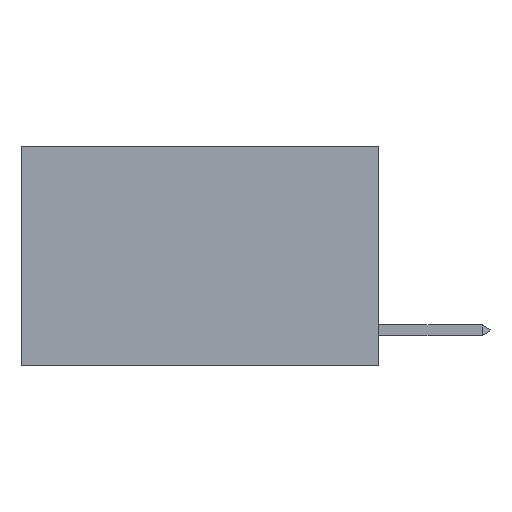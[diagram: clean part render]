
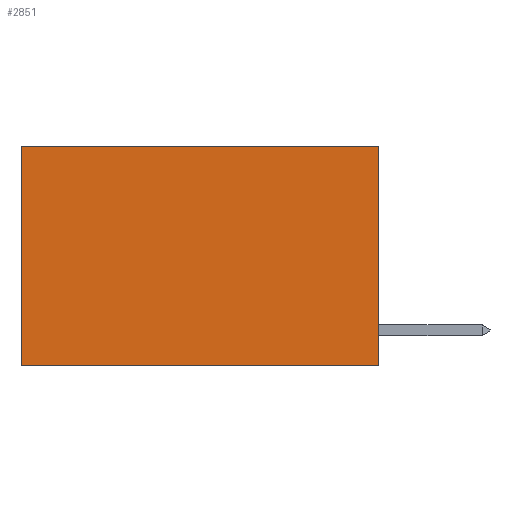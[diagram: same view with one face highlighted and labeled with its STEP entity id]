
A CAD part, left-side view. The second image highlights one B-rep face of the part: STEP entity #2851.
In plain terms, the highlighted planar face has unit normal (-1, 0, 0).
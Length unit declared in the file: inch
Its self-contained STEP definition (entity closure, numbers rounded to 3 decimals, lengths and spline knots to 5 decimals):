
#62 = DIRECTION ( 'NONE',  ( 1., 0., 0. ) ) ;
#65 = EDGE_CURVE ( 'NONE', #860, #4074, #11346, .T. ) ;
#177 = ORIENTED_EDGE ( 'NONE', *, *, #9002, .T. ) ;
#200 = EDGE_CURVE ( 'NONE', #860, #8181, #3377, .T. ) ;
#611 = VECTOR ( 'NONE', #7502, 39.37008 ) ;
#860 = VERTEX_POINT ( 'NONE', #3111 ) ;
#869 = DIRECTION ( 'NONE',  ( 0., 1., 0. ) ) ;
#1616 = ORIENTED_EDGE ( 'NONE', *, *, #6731, .F. ) ;
#2827 = DIRECTION ( 'NONE',  ( 0., 1., 0. ) ) ;
#2851 = ADVANCED_FACE ( 'NONE', ( #11068 ), #10956, .F. ) ;
#3079 = CARTESIAN_POINT ( 'NONE',  ( 0.2625, 0., 0. ) ) ;
#3111 = CARTESIAN_POINT ( 'NONE',  ( 0.2625, 0., 0. ) ) ;
#3190 = VERTEX_POINT ( 'NONE', #5485 ) ;
#3366 = VECTOR ( 'NONE', #2827, 39.37008 ) ;
#3377 = LINE ( 'NONE', #9119, #6578 ) ;
#3401 = ORIENTED_EDGE ( 'NONE', *, *, #65, .F. ) ;
#4074 = VERTEX_POINT ( 'NONE', #11085 ) ;
#4766 = DIRECTION ( 'NONE',  ( 0., 0., -1. ) ) ;
#5102 = DIRECTION ( 'NONE',  ( 0., 0., -1. ) ) ;
#5485 = CARTESIAN_POINT ( 'NONE',  ( 0.2625, 0.6, -0.37 ) ) ;
#5587 = CARTESIAN_POINT ( 'NONE',  ( 0.2625, 0., -0.37 ) ) ;
#5630 = VECTOR ( 'NONE', #5102, 39.37008 ) ;
#5873 = EDGE_LOOP ( 'NONE', ( #177, #1616, #3401, #11218 ) ) ;
#6578 = VECTOR ( 'NONE', #869, 39.37008 ) ;
#6731 = EDGE_CURVE ( 'NONE', #4074, #3190, #11032, .T. ) ;
#7502 = DIRECTION ( 'NONE',  ( 0., 0., -1. ) ) ;
#7841 = AXIS2_PLACEMENT_3D ( 'NONE', #8398, #62, #4766 ) ;
#8181 = VERTEX_POINT ( 'NONE', #8744 ) ;
#8398 = CARTESIAN_POINT ( 'NONE',  ( 0.2625, 0., 0. ) ) ;
#8744 = CARTESIAN_POINT ( 'NONE',  ( 0.2625, 0.6, 0. ) ) ;
#9002 = EDGE_CURVE ( 'NONE', #8181, #3190, #10321, .T. ) ;
#9119 = CARTESIAN_POINT ( 'NONE',  ( 0.2625, 0., 0. ) ) ;
#9419 = CARTESIAN_POINT ( 'NONE',  ( 0.2625, 0.6, 0. ) ) ;
#10321 = LINE ( 'NONE', #9419, #611 ) ;
#10956 = PLANE ( 'NONE',  #7841 ) ;
#11032 = LINE ( 'NONE', #5587, #3366 ) ;
#11068 = FACE_OUTER_BOUND ( 'NONE', #5873, .T. ) ;
#11085 = CARTESIAN_POINT ( 'NONE',  ( 0.2625, 0., -0.37 ) ) ;
#11218 = ORIENTED_EDGE ( 'NONE', *, *, #200, .T. ) ;
#11346 = LINE ( 'NONE', #3079, #5630 ) ;
